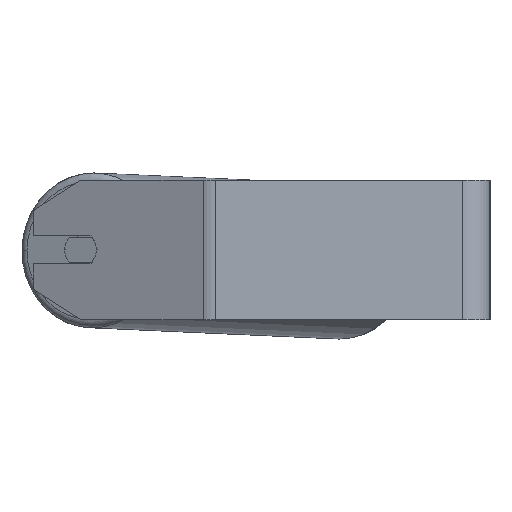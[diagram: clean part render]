
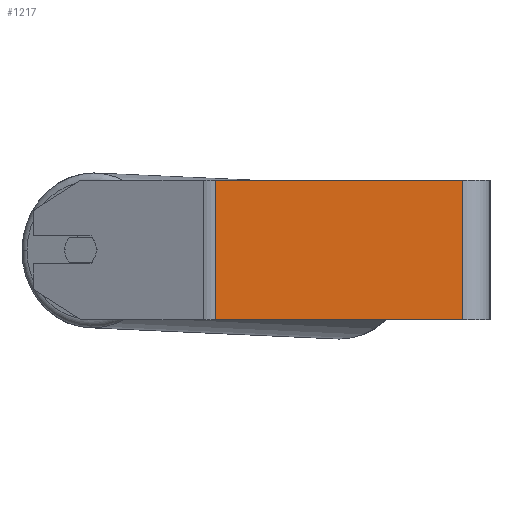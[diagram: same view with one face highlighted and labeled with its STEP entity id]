
A CAD part, left-side view. The second image highlights one B-rep face of the part: STEP entity #1217.
In plain terms, the highlighted planar face has unit normal (-1, 0, 0).
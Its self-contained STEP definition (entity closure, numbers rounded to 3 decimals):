
#66 = LINE ( 'NONE', #3264, #5894 ) ;
#138 = CARTESIAN_POINT ( 'NONE',  ( -380., 157.881, 40. ) ) ;
#473 = DIRECTION ( 'NONE',  ( 0., -1., 0. ) ) ;
#744 = CARTESIAN_POINT ( 'NONE',  ( -380., 157.881, -40. ) ) ;
#1217 = ADVANCED_FACE ( 'NONE', ( #6416 ), #3742, .F. ) ;
#1280 = VECTOR ( 'NONE', #4559, 1000. ) ;
#1950 = LINE ( 'NONE', #5135, #1280 ) ;
#2480 = VERTEX_POINT ( 'NONE', #4648 ) ;
#2522 = VERTEX_POINT ( 'NONE', #5818 ) ;
#2880 = LINE ( 'NONE', #138, #3643 ) ;
#3243 = DIRECTION ( 'NONE',  ( 1., 0., 0. ) ) ;
#3264 = CARTESIAN_POINT ( 'NONE',  ( -380., 161.428, 40. ) ) ;
#3311 = EDGE_CURVE ( 'NONE', #4613, #2522, #5826, .T. ) ;
#3505 = EDGE_CURVE ( 'NONE', #2480, #4613, #2880, .T. ) ;
#3643 = VECTOR ( 'NONE', #4360, 1000. ) ;
#3742 = PLANE ( 'NONE',  #5297 ) ;
#3882 = EDGE_LOOP ( 'NONE', ( #5440, #4094, #4387, #5926 ) ) ;
#3996 = VERTEX_POINT ( 'NONE', #4024 ) ;
#4024 = CARTESIAN_POINT ( 'NONE',  ( -380., 16., 40. ) ) ;
#4094 = ORIENTED_EDGE ( 'NONE', *, *, #5145, .F. ) ;
#4360 = DIRECTION ( 'NONE',  ( 0., 0., -1. ) ) ;
#4387 = ORIENTED_EDGE ( 'NONE', *, *, #5037, .F. ) ;
#4512 = DIRECTION ( 'NONE',  ( 0., 0., -1. ) ) ;
#4559 = DIRECTION ( 'NONE',  ( 0., 0., -1. ) ) ;
#4613 = VERTEX_POINT ( 'NONE', #744 ) ;
#4648 = CARTESIAN_POINT ( 'NONE',  ( -380., 157.881, 40. ) ) ;
#4660 = CARTESIAN_POINT ( 'NONE',  ( -380., 161.428, -40. ) ) ;
#4998 = DIRECTION ( 'NONE',  ( 0., -1., 0. ) ) ;
#5037 = EDGE_CURVE ( 'NONE', #2480, #3996, #66, .T. ) ;
#5135 = CARTESIAN_POINT ( 'NONE',  ( -380., 16., 40. ) ) ;
#5145 = EDGE_CURVE ( 'NONE', #3996, #2522, #1950, .T. ) ;
#5297 = AXIS2_PLACEMENT_3D ( 'NONE', #5898, #3243, #4512 ) ;
#5440 = ORIENTED_EDGE ( 'NONE', *, *, #3311, .T. ) ;
#5818 = CARTESIAN_POINT ( 'NONE',  ( -380., 16., -40. ) ) ;
#5826 = LINE ( 'NONE', #4660, #5888 ) ;
#5888 = VECTOR ( 'NONE', #473, 1000. ) ;
#5894 = VECTOR ( 'NONE', #4998, 1000. ) ;
#5898 = CARTESIAN_POINT ( 'NONE',  ( -380., 161.428, 40. ) ) ;
#5926 = ORIENTED_EDGE ( 'NONE', *, *, #3505, .T. ) ;
#6416 = FACE_OUTER_BOUND ( 'NONE', #3882, .T. ) ;
